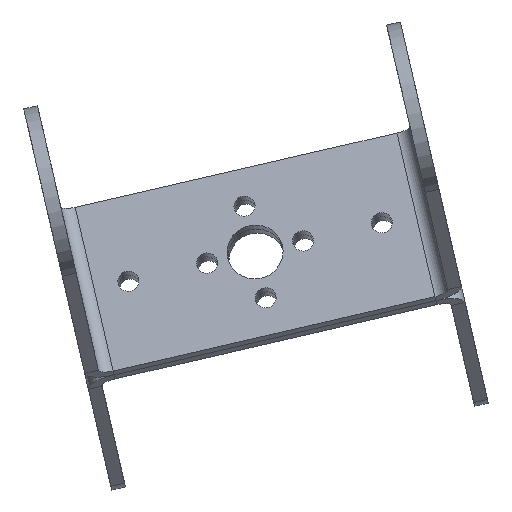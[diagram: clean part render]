
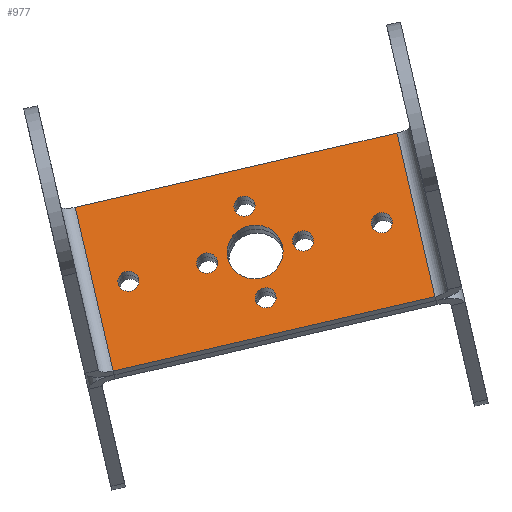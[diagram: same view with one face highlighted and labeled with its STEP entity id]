
A CAD part, front view. The second image highlights one B-rep face of the part: STEP entity #977.
In plain terms, the highlighted face is planar.
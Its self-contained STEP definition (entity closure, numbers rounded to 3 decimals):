
#210=FACE_BOUND('',#354,.T.);
#211=FACE_BOUND('',#355,.T.);
#212=FACE_BOUND('',#356,.T.);
#213=FACE_BOUND('',#357,.T.);
#214=FACE_BOUND('',#358,.T.);
#215=FACE_BOUND('',#359,.T.);
#216=FACE_BOUND('',#360,.T.);
#232=PLANE('',#1223);
#275=FACE_OUTER_BOUND('',#353,.T.);
#353=EDGE_LOOP('',(#897,#898,#899,#900));
#354=EDGE_LOOP('',(#901));
#355=EDGE_LOOP('',(#902));
#356=EDGE_LOOP('',(#903));
#357=EDGE_LOOP('',(#904));
#358=EDGE_LOOP('',(#905));
#359=EDGE_LOOP('',(#906));
#360=EDGE_LOOP('',(#907));
#395=LINE('',#1793,#448);
#402=LINE('',#1815,#455);
#404=LINE('',#1819,#457);
#406=LINE('',#1837,#459);
#448=VECTOR('',#1444,10.);
#455=VECTOR('',#1471,10.);
#457=VECTOR('',#1477,10.);
#459=VECTOR('',#1497,10.);
#514=CIRCLE('',#1210,1.5);
#515=CIRCLE('',#1212,4.);
#516=CIRCLE('',#1214,1.5);
#517=CIRCLE('',#1216,1.5);
#518=CIRCLE('',#1218,1.5);
#519=CIRCLE('',#1220,1.5);
#520=CIRCLE('',#1222,1.5);
#566=VERTEX_POINT('',#1783);
#567=VERTEX_POINT('',#1787);
#571=VERTEX_POINT('',#1807);
#572=VERTEX_POINT('',#1811);
#580=VERTEX_POINT('',#1839);
#581=VERTEX_POINT('',#1843);
#582=VERTEX_POINT('',#1847);
#583=VERTEX_POINT('',#1851);
#584=VERTEX_POINT('',#1855);
#585=VERTEX_POINT('',#1859);
#586=VERTEX_POINT('',#1863);
#657=EDGE_CURVE('',#566,#567,#395,.T.);
#668=EDGE_CURVE('',#571,#572,#402,.T.);
#670=EDGE_CURVE('',#567,#571,#404,.T.);
#679=EDGE_CURVE('',#572,#566,#406,.T.);
#681=EDGE_CURVE('',#580,#580,#514,.T.);
#683=EDGE_CURVE('',#581,#581,#515,.T.);
#685=EDGE_CURVE('',#582,#582,#516,.T.);
#687=EDGE_CURVE('',#583,#583,#517,.T.);
#689=EDGE_CURVE('',#584,#584,#518,.T.);
#691=EDGE_CURVE('',#585,#585,#519,.T.);
#693=EDGE_CURVE('',#586,#586,#520,.T.);
#897=ORIENTED_EDGE('',*,*,#657,.T.);
#898=ORIENTED_EDGE('',*,*,#670,.T.);
#899=ORIENTED_EDGE('',*,*,#668,.T.);
#900=ORIENTED_EDGE('',*,*,#679,.T.);
#901=ORIENTED_EDGE('',*,*,#693,.T.);
#902=ORIENTED_EDGE('',*,*,#691,.T.);
#903=ORIENTED_EDGE('',*,*,#689,.T.);
#904=ORIENTED_EDGE('',*,*,#687,.T.);
#905=ORIENTED_EDGE('',*,*,#685,.T.);
#906=ORIENTED_EDGE('',*,*,#683,.T.);
#907=ORIENTED_EDGE('',*,*,#681,.T.);
#977=ADVANCED_FACE('',(#275,#210,#211,#212,#213,#214,#215,#216),#232,.T.);
#1210=AXIS2_PLACEMENT_3D('',#1841,#1501,#1502);
#1212=AXIS2_PLACEMENT_3D('',#1845,#1506,#1507);
#1214=AXIS2_PLACEMENT_3D('',#1849,#1511,#1512);
#1216=AXIS2_PLACEMENT_3D('',#1853,#1516,#1517);
#1218=AXIS2_PLACEMENT_3D('',#1857,#1521,#1522);
#1220=AXIS2_PLACEMENT_3D('',#1861,#1526,#1527);
#1222=AXIS2_PLACEMENT_3D('',#1865,#1531,#1532);
#1223=AXIS2_PLACEMENT_3D('',#1866,#1533,#1534);
#1444=DIRECTION('',(0.,-1.,0.));
#1471=DIRECTION('',(0.,1.,0.));
#1477=DIRECTION('',(1.,0.,0.));
#1497=DIRECTION('',(-1.,0.,0.));
#1501=DIRECTION('center_axis',(0.,0.,-1.));
#1502=DIRECTION('ref_axis',(1.,0.,0.));
#1506=DIRECTION('center_axis',(0.,0.,-1.));
#1507=DIRECTION('ref_axis',(1.,0.,0.));
#1511=DIRECTION('center_axis',(0.,0.,-1.));
#1512=DIRECTION('ref_axis',(1.,0.,0.));
#1516=DIRECTION('center_axis',(0.,0.,-1.));
#1517=DIRECTION('ref_axis',(1.,0.,0.));
#1521=DIRECTION('center_axis',(0.,0.,-1.));
#1522=DIRECTION('ref_axis',(1.,0.,0.));
#1526=DIRECTION('center_axis',(0.,0.,-1.));
#1527=DIRECTION('ref_axis',(1.,0.,0.));
#1531=DIRECTION('center_axis',(0.,0.,-1.));
#1532=DIRECTION('ref_axis',(1.,0.,0.));
#1533=DIRECTION('center_axis',(0.,0.,1.));
#1534=DIRECTION('ref_axis',(1.,0.,0.));
#1783=CARTESIAN_POINT('',(-23.5,12.5,2.));
#1787=CARTESIAN_POINT('',(-23.5,-12.5,2.));
#1793=CARTESIAN_POINT('',(-23.5,6.25,2.));
#1807=CARTESIAN_POINT('',(23.5,-12.5,2.));
#1811=CARTESIAN_POINT('',(23.5,12.5,2.));
#1815=CARTESIAN_POINT('',(23.5,-6.25,2.));
#1819=CARTESIAN_POINT('',(-27.5,-12.5,2.));
#1837=CARTESIAN_POINT('',(27.5,12.5,2.));
#1839=CARTESIAN_POINT('',(-1.5,7.,2.));
#1841=CARTESIAN_POINT('Origin',(0.,7.,2.));
#1843=CARTESIAN_POINT('',(-4.,0.,2.));
#1845=CARTESIAN_POINT('Origin',(0.,0.,2.));
#1847=CARTESIAN_POINT('',(-8.5,0.,2.));
#1849=CARTESIAN_POINT('Origin',(-7.,0.,2.));
#1851=CARTESIAN_POINT('',(-20.,0.,2.));
#1853=CARTESIAN_POINT('Origin',(-18.5,0.,2.));
#1855=CARTESIAN_POINT('',(5.5,0.,2.));
#1857=CARTESIAN_POINT('Origin',(7.,0.,2.));
#1859=CARTESIAN_POINT('',(17.,0.,2.));
#1861=CARTESIAN_POINT('Origin',(18.5,0.,2.));
#1863=CARTESIAN_POINT('',(-1.5,-7.,2.));
#1865=CARTESIAN_POINT('Origin',(0.,-7.,2.));
#1866=CARTESIAN_POINT('Origin',(0.,0.,2.));
